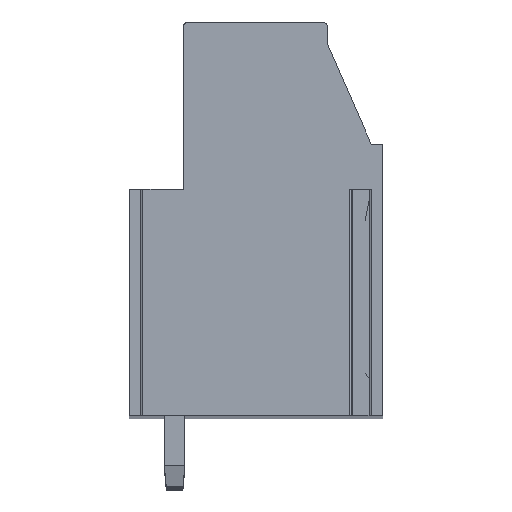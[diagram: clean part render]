
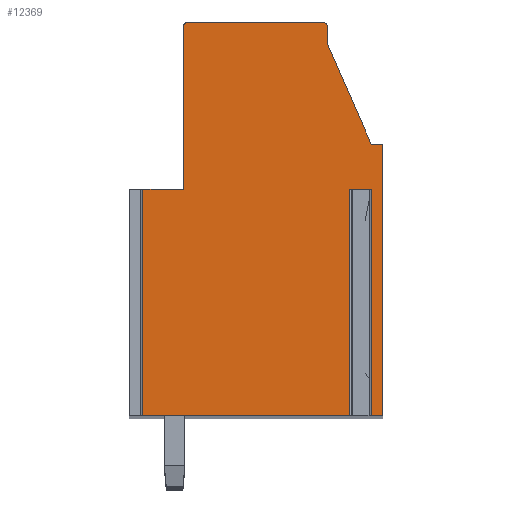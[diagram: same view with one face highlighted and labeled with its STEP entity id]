
A CAD part, top view. The second image highlights one B-rep face of the part: STEP entity #12369.
In plain terms, the highlighted planar face has unit normal (0, 0, 1).
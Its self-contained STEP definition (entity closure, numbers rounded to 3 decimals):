
#147=DIRECTION('',(-1.,0.,0.));
#148=VECTOR('',#147,1.806);
#149=CARTESIAN_POINT('',(-3.2,1.3,2.5));
#150=LINE('',#149,#148);
#1925=DIRECTION('',(1.,0.,0.));
#1926=VECTOR('',#1925,0.989);
#1927=CARTESIAN_POINT('',(4.142,1.3,2.5));
#1928=LINE('',#1927,#1926);
#1929=DIRECTION('',(0.,-1.,0.));
#1930=VECTOR('',#1929,10.);
#1931=CARTESIAN_POINT('',(4.142,1.3,2.5));
#1932=LINE('',#1931,#1930);
#1933=DIRECTION('',(1.,0.,0.));
#1934=VECTOR('',#1933,9.148);
#1935=CARTESIAN_POINT('',(-5.006,-8.7,2.5));
#1936=LINE('',#1935,#1934);
#1937=DIRECTION('',(0.,-1.,0.));
#1938=VECTOR('',#1937,10.);
#1939=CARTESIAN_POINT('',(-5.006,1.3,2.5));
#1940=LINE('',#1939,#1938);
#1941=DIRECTION('',(0.,-1.,0.));
#1942=VECTOR('',#1941,7.2);
#1943=CARTESIAN_POINT('',(-3.2,8.5,2.5));
#1944=LINE('',#1943,#1942);
#1945=CARTESIAN_POINT('',(-3.,8.5,2.5));
#1946=DIRECTION('',(0.,0.,1.));
#1947=DIRECTION('',(0.,1.,0.));
#1948=AXIS2_PLACEMENT_3D('',#1945,#1946,#1947);
#1950=DIRECTION('',(-1.,0.,0.));
#1951=VECTOR('',#1950,5.95);
#1952=CARTESIAN_POINT('',(2.95,8.7,2.5));
#1953=LINE('',#1952,#1951);
#1954=CARTESIAN_POINT('',(2.95,8.5,2.5));
#1955=DIRECTION('',(0.,0.,1.));
#1956=DIRECTION('',(1.,0.,0.));
#1957=AXIS2_PLACEMENT_3D('',#1954,#1955,#1956);
#1959=DIRECTION('',(0.,1.,0.));
#1960=VECTOR('',#1959,0.75);
#1961=CARTESIAN_POINT('',(3.15,7.75,2.5));
#1962=LINE('',#1961,#1960);
#1963=DIRECTION('',(-0.401,0.916,0.));
#1964=VECTOR('',#1963,4.859);
#1965=CARTESIAN_POINT('',(5.1,3.3,2.5));
#1966=LINE('',#1965,#1964);
#1967=DIRECTION('',(-1.,0.,0.));
#1968=VECTOR('',#1967,0.5);
#1969=CARTESIAN_POINT('',(5.6,3.3,2.5));
#1970=LINE('',#1969,#1968);
#1971=DIRECTION('',(0.,1.,0.));
#1972=VECTOR('',#1971,12.);
#1973=CARTESIAN_POINT('',(5.6,-8.7,2.5));
#1974=LINE('',#1973,#1972);
#1975=DIRECTION('',(1.,0.,0.));
#1976=VECTOR('',#1975,0.469);
#1977=CARTESIAN_POINT('',(5.131,-8.7,2.5));
#1978=LINE('',#1977,#1976);
#1979=DIRECTION('',(0.,-1.,0.));
#1980=VECTOR('',#1979,10.);
#1981=CARTESIAN_POINT('',(5.131,1.3,2.5));
#1982=LINE('',#1981,#1980);
#7781=CARTESIAN_POINT('',(5.1,3.3,2.5));
#7782=CARTESIAN_POINT('',(3.15,7.75,2.5));
#7783=VERTEX_POINT('',#7781);
#7784=VERTEX_POINT('',#7782);
#7785=CARTESIAN_POINT('',(3.15,8.5,2.5));
#7786=VERTEX_POINT('',#7785);
#7787=CARTESIAN_POINT('',(2.95,8.7,2.5));
#7788=VERTEX_POINT('',#7787);
#7789=CARTESIAN_POINT('',(-3.,8.7,2.5));
#7790=VERTEX_POINT('',#7789);
#7791=CARTESIAN_POINT('',(-3.2,8.5,2.5));
#7792=VERTEX_POINT('',#7791);
#7793=CARTESIAN_POINT('',(-3.2,1.3,2.5));
#7794=VERTEX_POINT('',#7793);
#7795=CARTESIAN_POINT('',(5.6,-8.7,2.5));
#7796=CARTESIAN_POINT('',(5.6,3.3,2.5));
#7797=VERTEX_POINT('',#7795);
#7798=VERTEX_POINT('',#7796);
#7811=CARTESIAN_POINT('',(4.142,1.3,2.5));
#7812=CARTESIAN_POINT('',(5.131,1.3,2.5));
#7813=VERTEX_POINT('',#7811);
#7814=VERTEX_POINT('',#7812);
#7815=CARTESIAN_POINT('',(-5.006,1.3,2.5));
#7816=CARTESIAN_POINT('',(-5.006,-8.7,2.5));
#7817=VERTEX_POINT('',#7815);
#7818=VERTEX_POINT('',#7816);
#7819=CARTESIAN_POINT('',(5.131,-8.7,2.5));
#7820=VERTEX_POINT('',#7819);
#7821=CARTESIAN_POINT('',(4.142,-8.7,2.5));
#7822=VERTEX_POINT('',#7821);
#12344=CARTESIAN_POINT('',(0.,0.,2.5));
#12345=DIRECTION('',(0.,0.,1.));
#12346=DIRECTION('',(1.,0.,0.));
#12347=AXIS2_PLACEMENT_3D('',#12344,#12345,#12346);
#12348=PLANE('',#12347);
#12350=ORIENTED_EDGE('',*,*,#12349,.F.);
#12352=ORIENTED_EDGE('',*,*,#12351,.T.);
#12353=ORIENTED_EDGE('',*,*,#11968,.F.);
#12354=ORIENTED_EDGE('',*,*,#12336,.F.);
#12355=ORIENTED_EDGE('',*,*,#10131,.F.);
#12356=ORIENTED_EDGE('',*,*,#10376,.F.);
#12357=ORIENTED_EDGE('',*,*,#11558,.F.);
#12358=ORIENTED_EDGE('',*,*,#11572,.F.);
#12359=ORIENTED_EDGE('',*,*,#11694,.F.);
#12360=ORIENTED_EDGE('',*,*,#11708,.F.);
#12361=ORIENTED_EDGE('',*,*,#11722,.F.);
#12362=ORIENTED_EDGE('',*,*,#11736,.F.);
#12363=ORIENTED_EDGE('',*,*,#11750,.F.);
#12364=ORIENTED_EDGE('',*,*,#11984,.F.);
#12366=ORIENTED_EDGE('',*,*,#12365,.F.);
#12367=EDGE_LOOP('',(#12350,#12352,#12353,#12354,#12355,#12356,#12357,#12358,
#12359,#12360,#12361,#12362,#12363,#12364,#12366));
#12368=FACE_OUTER_BOUND('',#12367,.F.);
#1949=CIRCLE('',#1948,0.2);
#1958=CIRCLE('',#1957,0.2);
#10131=EDGE_CURVE('',#7794,#7817,#150,.T.);
#10376=EDGE_CURVE('',#7792,#7794,#1944,.T.);
#11558=EDGE_CURVE('',#7790,#7792,#1949,.T.);
#11572=EDGE_CURVE('',#7788,#7790,#1953,.T.);
#11694=EDGE_CURVE('',#7786,#7788,#1958,.T.);
#11708=EDGE_CURVE('',#7784,#7786,#1962,.T.);
#11722=EDGE_CURVE('',#7783,#7784,#1966,.T.);
#11736=EDGE_CURVE('',#7798,#7783,#1970,.T.);
#11750=EDGE_CURVE('',#7797,#7798,#1974,.T.);
#11968=EDGE_CURVE('',#7818,#7822,#1936,.T.);
#11984=EDGE_CURVE('',#7820,#7797,#1978,.T.);
#12336=EDGE_CURVE('',#7817,#7818,#1940,.T.);
#12349=EDGE_CURVE('',#7813,#7814,#1928,.T.);
#12351=EDGE_CURVE('',#7813,#7822,#1932,.T.);
#12365=EDGE_CURVE('',#7814,#7820,#1982,.T.);
#12369=ADVANCED_FACE('',(#12368),#12348,.T.);
